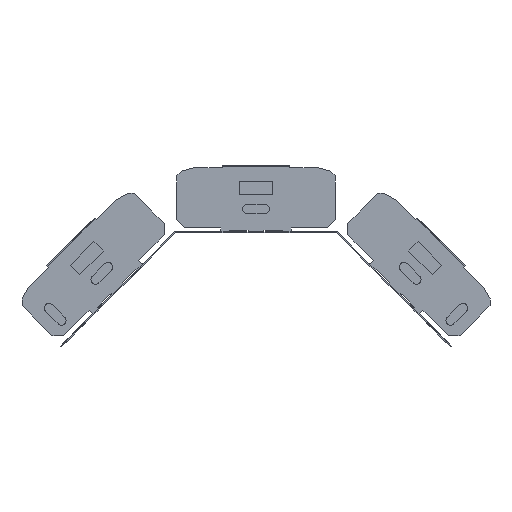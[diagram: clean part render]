
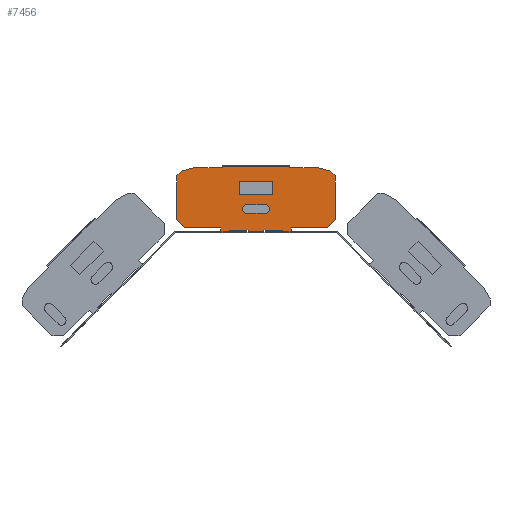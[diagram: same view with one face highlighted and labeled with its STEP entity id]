
A CAD part, left-side view. The second image highlights one B-rep face of the part: STEP entity #7456.
In plain terms, the highlighted planar face has unit normal (-1, 0, 0).
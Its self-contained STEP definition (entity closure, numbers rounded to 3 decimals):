
#90=FACE_OUTER_BOUND('',#406,.T.);
#406=EDGE_LOOP('',(#5373,#5374,#5375,#5376,#5377,#5378,#5379,#5380,#5381,
#5382,#5383,#5384,#5385,#5386,#5387,#5388,#5389,#5390,#5391,#5392,#5393,
#5394,#5395,#5396,#5397,#5398));
#863=LINE('',#10343,#1973);
#869=LINE('',#10356,#1979);
#874=LINE('',#10367,#1984);
#885=LINE('',#10389,#1995);
#923=LINE('',#10464,#2033);
#925=LINE('',#10468,#2035);
#928=LINE('',#10472,#2038);
#1009=LINE('',#10622,#2119);
#1102=LINE('',#10799,#2212);
#1103=LINE('',#10801,#2213);
#1104=LINE('',#10803,#2214);
#1105=LINE('',#10805,#2215);
#1106=LINE('',#10807,#2216);
#1107=LINE('',#10809,#2217);
#1108=LINE('',#10811,#2218);
#1109=LINE('',#10812,#2219);
#1110=LINE('',#10814,#2220);
#1111=LINE('',#10815,#2221);
#1112=LINE('',#10816,#2222);
#1113=LINE('',#10818,#2223);
#1114=LINE('',#10820,#2224);
#1115=LINE('',#10822,#2225);
#1116=LINE('',#10824,#2226);
#1117=LINE('',#10826,#2227);
#1118=LINE('',#10828,#2228);
#1119=LINE('',#10829,#2229);
#1973=VECTOR('',#8398,1.);
#1979=VECTOR('',#8406,1.);
#1984=VECTOR('',#8413,1.);
#1995=VECTOR('',#8426,1.);
#2033=VECTOR('',#8474,1.);
#2035=VECTOR('',#8478,1.);
#2038=VECTOR('',#8481,1.);
#2119=VECTOR('',#8562,1.);
#2212=VECTOR('',#8667,1.);
#2213=VECTOR('',#8668,1.);
#2214=VECTOR('',#8669,1.);
#2215=VECTOR('',#8670,1.);
#2216=VECTOR('',#8671,1.);
#2217=VECTOR('',#8672,1.);
#2218=VECTOR('',#8673,1.);
#2219=VECTOR('',#8674,1.);
#2220=VECTOR('',#8675,1.);
#2221=VECTOR('',#8676,1.);
#2222=VECTOR('',#8677,1.);
#2223=VECTOR('',#8678,1.);
#2224=VECTOR('',#8679,1.);
#2225=VECTOR('',#8680,1.);
#2226=VECTOR('',#8681,1.);
#2227=VECTOR('',#8682,1.);
#2228=VECTOR('',#8683,1.);
#2229=VECTOR('',#8684,1.);
#3103=VERTEX_POINT('',#10339);
#3105=VERTEX_POINT('',#10342);
#3109=VERTEX_POINT('',#10352);
#3111=VERTEX_POINT('',#10355);
#3115=VERTEX_POINT('',#10365);
#3116=VERTEX_POINT('',#10366);
#3121=VERTEX_POINT('',#10378);
#3126=VERTEX_POINT('',#10387);
#3153=VERTEX_POINT('',#10453);
#3158=VERTEX_POINT('',#10462);
#3159=VERTEX_POINT('',#10467);
#3306=VERTEX_POINT('',#10797);
#3307=VERTEX_POINT('',#10798);
#3308=VERTEX_POINT('',#10800);
#3309=VERTEX_POINT('',#10802);
#3310=VERTEX_POINT('',#10804);
#3311=VERTEX_POINT('',#10806);
#3312=VERTEX_POINT('',#10808);
#3313=VERTEX_POINT('',#10810);
#3314=VERTEX_POINT('',#10813);
#3315=VERTEX_POINT('',#10817);
#3316=VERTEX_POINT('',#10819);
#3317=VERTEX_POINT('',#10821);
#3318=VERTEX_POINT('',#10823);
#3319=VERTEX_POINT('',#10825);
#3320=VERTEX_POINT('',#10827);
#3927=EDGE_CURVE('',#3105,#3103,#863,.T.);
#3933=EDGE_CURVE('',#3111,#3109,#869,.T.);
#3938=EDGE_CURVE('',#3115,#3116,#874,.T.);
#3949=EDGE_CURVE('',#3121,#3126,#885,.T.);
#3987=EDGE_CURVE('',#3153,#3158,#923,.T.);
#3989=EDGE_CURVE('',#3111,#3159,#925,.T.);
#3992=EDGE_CURVE('',#3105,#3115,#928,.T.);
#4073=EDGE_CURVE('',#3153,#3126,#1009,.T.);
#4166=EDGE_CURVE('',#3306,#3307,#1102,.T.);
#4167=EDGE_CURVE('',#3308,#3306,#1103,.T.);
#4168=EDGE_CURVE('',#3308,#3309,#1104,.T.);
#4169=EDGE_CURVE('',#3309,#3310,#1105,.T.);
#4170=EDGE_CURVE('',#3310,#3311,#1106,.T.);
#4171=EDGE_CURVE('',#3311,#3312,#1107,.T.);
#4172=EDGE_CURVE('',#3312,#3313,#1108,.T.);
#4173=EDGE_CURVE('',#3313,#3116,#1109,.T.);
#4174=EDGE_CURVE('',#3103,#3314,#1110,.T.);
#4175=EDGE_CURVE('',#3314,#3159,#1111,.T.);
#4176=EDGE_CURVE('',#3109,#3121,#1112,.T.);
#4177=EDGE_CURVE('',#3315,#3158,#1113,.T.);
#4178=EDGE_CURVE('',#3316,#3315,#1114,.T.);
#4179=EDGE_CURVE('',#3317,#3316,#1115,.T.);
#4180=EDGE_CURVE('',#3318,#3317,#1116,.T.);
#4181=EDGE_CURVE('',#3319,#3318,#1117,.T.);
#4182=EDGE_CURVE('',#3319,#3320,#1118,.T.);
#4183=EDGE_CURVE('',#3320,#3307,#1119,.T.);
#5373=ORIENTED_EDGE('',*,*,#4166,.F.);
#5374=ORIENTED_EDGE('',*,*,#4167,.F.);
#5375=ORIENTED_EDGE('',*,*,#4168,.T.);
#5376=ORIENTED_EDGE('',*,*,#4169,.T.);
#5377=ORIENTED_EDGE('',*,*,#4170,.T.);
#5378=ORIENTED_EDGE('',*,*,#4171,.T.);
#5379=ORIENTED_EDGE('',*,*,#4172,.T.);
#5380=ORIENTED_EDGE('',*,*,#4173,.T.);
#5381=ORIENTED_EDGE('',*,*,#3938,.F.);
#5382=ORIENTED_EDGE('',*,*,#3992,.F.);
#5383=ORIENTED_EDGE('',*,*,#3927,.T.);
#5384=ORIENTED_EDGE('',*,*,#4174,.T.);
#5385=ORIENTED_EDGE('',*,*,#4175,.T.);
#5386=ORIENTED_EDGE('',*,*,#3989,.F.);
#5387=ORIENTED_EDGE('',*,*,#3933,.T.);
#5388=ORIENTED_EDGE('',*,*,#4176,.T.);
#5389=ORIENTED_EDGE('',*,*,#3949,.T.);
#5390=ORIENTED_EDGE('',*,*,#4073,.F.);
#5391=ORIENTED_EDGE('',*,*,#3987,.T.);
#5392=ORIENTED_EDGE('',*,*,#4177,.F.);
#5393=ORIENTED_EDGE('',*,*,#4178,.F.);
#5394=ORIENTED_EDGE('',*,*,#4179,.F.);
#5395=ORIENTED_EDGE('',*,*,#4180,.F.);
#5396=ORIENTED_EDGE('',*,*,#4181,.F.);
#5397=ORIENTED_EDGE('',*,*,#4182,.T.);
#5398=ORIENTED_EDGE('',*,*,#4183,.T.);
#7140=PLANE('',#7869);
#7456=ADVANCED_FACE('',(#90),#7140,.F.);
#7869=AXIS2_PLACEMENT_3D('',#10796,#8665,#8666);
#8398=DIRECTION('',(0.,0.,1.));
#8406=DIRECTION('',(0.,0.,1.));
#8413=DIRECTION('',(0.,0.,1.));
#8426=DIRECTION('',(0.,0.,-1.));
#8474=DIRECTION('',(0.,0.,1.));
#8478=DIRECTION('',(0.,1.,0.));
#8481=DIRECTION('',(0.,1.,0.));
#8562=DIRECTION('',(0.,1.,0.));
#8665=DIRECTION('center_axis',(1.,0.,0.));
#8666=DIRECTION('ref_axis',(0.,1.,0.));
#8667=DIRECTION('',(0.,-1.,0.));
#8668=DIRECTION('',(0.,0.,1.));
#8669=DIRECTION('',(0.,1.,0.));
#8670=DIRECTION('',(0.,0.966,-0.259));
#8671=DIRECTION('',(0.,0.707,-0.707));
#8672=DIRECTION('',(0.,0.,-1.));
#8673=DIRECTION('',(0.,-0.707,-0.707));
#8674=DIRECTION('',(0.,-1.,0.));
#8675=DIRECTION('',(0.,-1.,0.));
#8676=DIRECTION('',(0.,0.,-1.));
#8677=DIRECTION('',(0.,-1.,0.));
#8678=DIRECTION('',(0.,1.,0.));
#8679=DIRECTION('',(0.,0.707,-0.707));
#8680=DIRECTION('',(0.,0.,-1.));
#8681=DIRECTION('',(0.,-0.707,-0.707));
#8682=DIRECTION('',(0.,-0.966,-0.259));
#8683=DIRECTION('',(0.,1.,0.));
#8684=DIRECTION('',(0.,0.,1.));
#10339=CARTESIAN_POINT('',(7.156,77.383,-1.902));
#10342=CARTESIAN_POINT('',(7.156,77.383,-3.695));
#10343=CARTESIAN_POINT('',(7.156,77.383,21.249));
#10352=CARTESIAN_POINT('',(7.156,51.583,-1.902));
#10355=CARTESIAN_POINT('',(7.156,51.583,-3.695));
#10356=CARTESIAN_POINT('',(7.156,51.583,21.249));
#10365=CARTESIAN_POINT('',(7.156,83.383,-3.695));
#10366=CARTESIAN_POINT('',(7.156,83.383,0.));
#10367=CARTESIAN_POINT('',(7.156,83.383,-0.948));
#10378=CARTESIAN_POINT('',(7.156,37.583,-1.902));
#10387=CARTESIAN_POINT('',(7.156,37.583,-3.695));
#10389=CARTESIAN_POINT('',(7.156,37.583,21.249));
#10453=CARTESIAN_POINT('',(7.156,31.583,-3.695));
#10462=CARTESIAN_POINT('',(7.156,31.583,0.));
#10464=CARTESIAN_POINT('',(7.156,31.583,-0.948));
#10467=CARTESIAN_POINT('',(7.156,63.383,-3.695));
#10468=CARTESIAN_POINT('',(7.156,-14.717,-3.695));
#10472=CARTESIAN_POINT('',(7.156,-14.717,-3.695));
#10622=CARTESIAN_POINT('',(7.156,-14.717,-3.695));
#10796=CARTESIAN_POINT('Origin',(7.156,32.483,44.4));
#10797=CARTESIAN_POINT('',(7.156,82.483,46.4));
#10798=CARTESIAN_POINT('',(7.156,32.483,46.4));
#10799=CARTESIAN_POINT('',(7.156,44.983,46.4));
#10800=CARTESIAN_POINT('',(7.156,82.483,44.4));
#10801=CARTESIAN_POINT('',(7.156,82.483,44.5));
#10802=CARTESIAN_POINT('',(7.156,103.483,44.4));
#10803=CARTESIAN_POINT('',(7.156,92.983,44.4));
#10804=CARTESIAN_POINT('',(7.156,112.647,41.944));
#10805=CARTESIAN_POINT('',(7.156,108.065,43.172));
#10806=CARTESIAN_POINT('',(7.156,116.183,38.409));
#10807=CARTESIAN_POINT('',(7.156,114.415,40.177));
#10808=CARTESIAN_POINT('',(7.156,116.183,6.));
#10809=CARTESIAN_POINT('',(7.156,116.183,22.204));
#10810=CARTESIAN_POINT('',(7.156,110.183,0.));
#10811=CARTESIAN_POINT('',(7.156,113.183,3.));
#10812=CARTESIAN_POINT('',(7.156,96.783,0.));
#10813=CARTESIAN_POINT('',(7.156,63.383,-1.902));
#10814=CARTESIAN_POINT('',(7.156,51.433,-1.902));
#10815=CARTESIAN_POINT('',(7.156,63.383,21.249));
#10816=CARTESIAN_POINT('',(7.156,51.433,-1.902));
#10817=CARTESIAN_POINT('',(7.156,4.783,0.));
#10818=CARTESIAN_POINT('',(7.156,18.183,0.));
#10819=CARTESIAN_POINT('',(7.156,-1.217,6.));
#10820=CARTESIAN_POINT('',(7.156,1.783,3.));
#10821=CARTESIAN_POINT('',(7.156,-1.217,38.409));
#10822=CARTESIAN_POINT('',(7.156,-1.217,22.204));
#10823=CARTESIAN_POINT('',(7.156,2.318,41.944));
#10824=CARTESIAN_POINT('',(7.156,0.551,40.177));
#10825=CARTESIAN_POINT('',(7.156,11.483,44.4));
#10826=CARTESIAN_POINT('',(7.156,6.901,43.172));
#10827=CARTESIAN_POINT('',(7.156,32.483,44.4));
#10828=CARTESIAN_POINT('',(7.156,21.983,44.4));
#10829=CARTESIAN_POINT('',(7.156,32.483,44.5));
